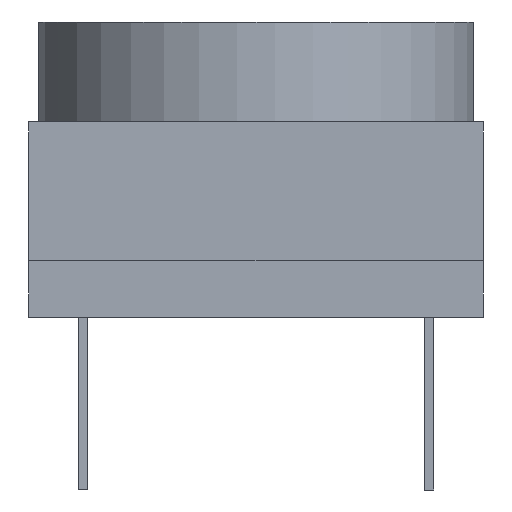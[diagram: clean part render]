
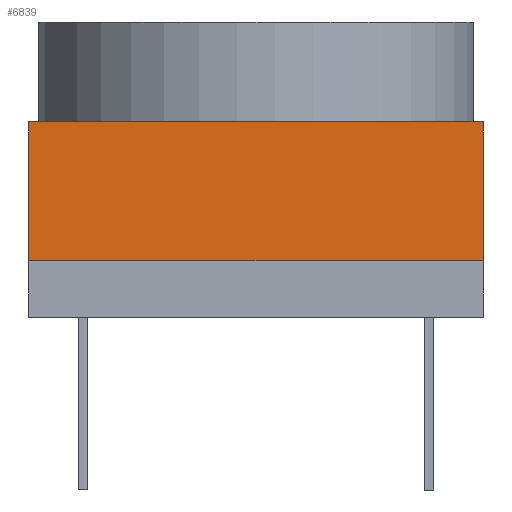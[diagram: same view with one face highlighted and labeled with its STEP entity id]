
A CAD part, front view. The second image highlights one B-rep face of the part: STEP entity #6839.
In plain terms, the highlighted planar face has unit normal (0, -1, 0).
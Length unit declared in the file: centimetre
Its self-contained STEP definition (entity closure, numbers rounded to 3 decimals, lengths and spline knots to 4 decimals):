
#780=FACE_OUTER_BOUND('',#1206,.T.);
#1206=EDGE_LOOP('',(#6199,#6200,#6201,#6202));
#1293=LINE('',#8579,#2028);
#1347=LINE('',#8696,#2082);
#1353=LINE('',#8709,#2088);
#1941=LINE('',#11805,#2676);
#2028=VECTOR('',#7283,1.);
#2082=VECTOR('',#7385,1.);
#2088=VECTOR('',#7395,1.);
#2676=VECTOR('',#8395,1.);
#2682=VERTEX_POINT('',#8411);
#2734=VERTEX_POINT('',#8575);
#2772=VERTEX_POINT('',#8693);
#2773=VERTEX_POINT('',#8695);
#3403=EDGE_CURVE('',#2682,#2734,#1293,.T.);
#3460=EDGE_CURVE('',#2773,#2772,#1347,.T.);
#3467=EDGE_CURVE('',#2772,#2682,#1353,.T.);
#4278=EDGE_CURVE('',#2734,#2773,#1941,.T.);
#6199=ORIENTED_EDGE('',*,*,#3460,.T.);
#6200=ORIENTED_EDGE('',*,*,#3467,.T.);
#6201=ORIENTED_EDGE('',*,*,#3403,.T.);
#6202=ORIENTED_EDGE('',*,*,#4278,.T.);
#6464=PLANE('',#7122);
#6839=ADVANCED_FACE('',(#780),#6464,.T.);
#7122=AXIS2_PLACEMENT_3D('',#11806,#8396,#8397);
#7283=DIRECTION('',(1.,0.,0.));
#7385=DIRECTION('',(-1.,0.,0.));
#7395=DIRECTION('',(0.,0.,-1.));
#8395=DIRECTION('',(0.,0.,1.));
#8396=DIRECTION('center_axis',(0.,-1.,0.));
#8397=DIRECTION('ref_axis',(0.,0.,
-1.));
#8411=CARTESIAN_POINT('',(-0.5,-0.5,-0.1525));
#8575=CARTESIAN_POINT('',(0.5,-0.5,-0.1525));
#8579=CARTESIAN_POINT('',(-0.5,-0.5,-0.1525));
#8693=CARTESIAN_POINT('',(-0.5,-0.5,0.1525));
#8695=CARTESIAN_POINT('',(0.5,-0.5,0.1525));
#8696=CARTESIAN_POINT('',(-0.5,-0.5,0.1525));
#8709=CARTESIAN_POINT('',(-0.5,-0.5,0.));
#11805=CARTESIAN_POINT('',(0.5,-0.5,0.));
#11806=CARTESIAN_POINT('Origin',(0.5,-0.5,0.));
